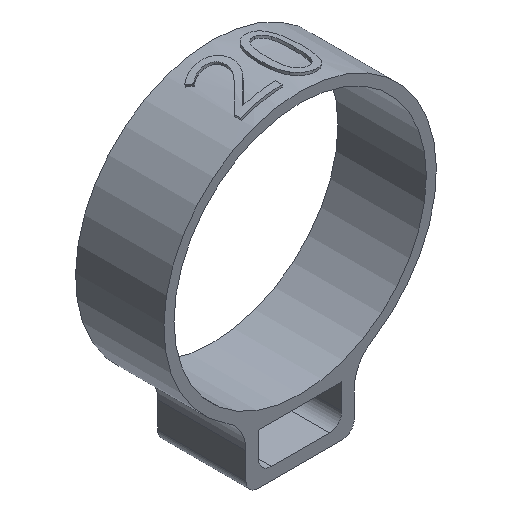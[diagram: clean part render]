
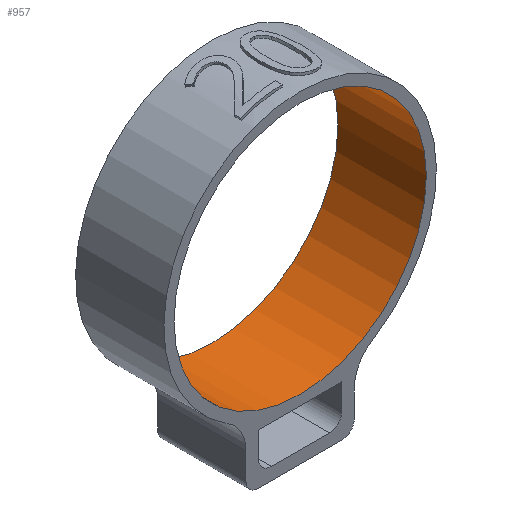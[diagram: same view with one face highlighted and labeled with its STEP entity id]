
A CAD part, isometric view. The second image highlights one B-rep face of the part: STEP entity #957.
In plain terms, the highlighted cylindrical face has radius 10 mm (diameter 20 mm), a full revolution.
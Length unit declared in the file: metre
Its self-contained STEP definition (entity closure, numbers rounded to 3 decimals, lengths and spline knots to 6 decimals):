
#307=ORIENTED_EDGE('',*,*,#599,.T.);
#308=ORIENTED_EDGE('',*,*,#600,.F.);
#599=EDGE_CURVE('',#739,#739,#801,.T.);
#600=EDGE_CURVE('',#740,#740,#802,.T.);
#739=VERTEX_POINT('',#1403);
#740=VERTEX_POINT('',#1405);
#801=CIRCLE('',#1043,0.01);
#802=CIRCLE('',#1044,0.01);
#820=EDGE_LOOP('',(#307));
#821=EDGE_LOOP('',(#308));
#884=FACE_BOUND('',#820,.T.);
#885=FACE_BOUND('',#821,.T.);
#940=CYLINDRICAL_SURFACE('',#1042,0.01);
#957=ADVANCED_FACE('',(#884,#885),#940,.F.);
#1042=AXIS2_PLACEMENT_3D('',#1401,#1147,#1148);
#1043=AXIS2_PLACEMENT_3D('',#1402,#1149,#1150);
#1044=AXIS2_PLACEMENT_3D('',#1404,#1151,#1152);
#1147=DIRECTION('',(0.,1.,0.));
#1148=DIRECTION('',(0.,0.,1.));
#1149=DIRECTION('',(0.,-1.,0.));
#1150=DIRECTION('',(0.,0.,-1.));
#1151=DIRECTION('',(0.,-1.,0.));
#1152=DIRECTION('',(0.,0.,-1.));
#1401=CARTESIAN_POINT('',(-0.01085,-0.032,0.011771));
#1402=CARTESIAN_POINT('',(-0.01085,-0.032,0.011771));
#1403=CARTESIAN_POINT('',(-0.01085,-0.032,0.001771));
#1404=CARTESIAN_POINT('',(-0.01085,-0.025,0.011771));
#1405=CARTESIAN_POINT('',(-0.01085,-0.025,0.001771));
